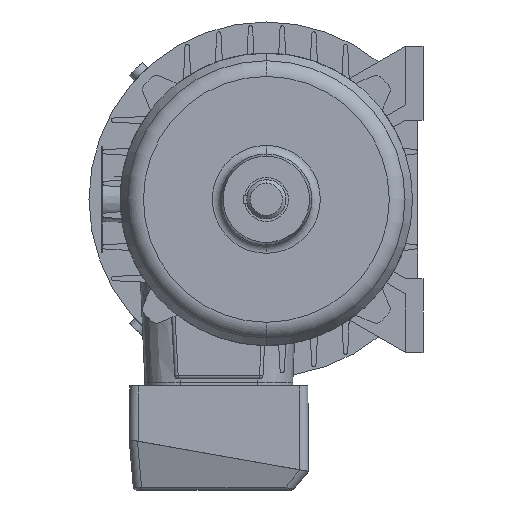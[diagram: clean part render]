
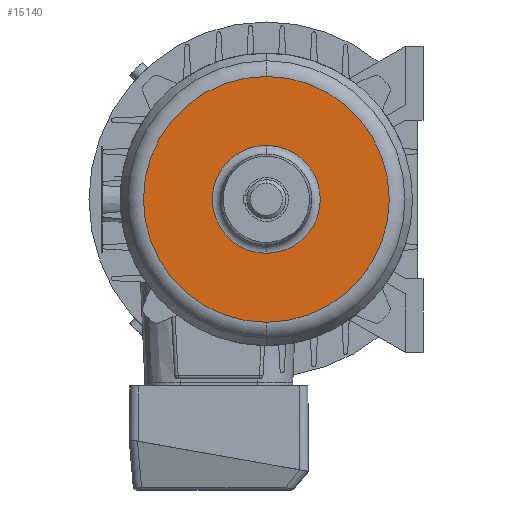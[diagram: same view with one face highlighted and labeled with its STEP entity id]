
A CAD part, left-side view. The second image highlights one B-rep face of the part: STEP entity #15140.
In plain terms, the highlighted planar face has unit normal (-1, 0, 0).
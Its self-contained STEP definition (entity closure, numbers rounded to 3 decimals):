
#17444 = CIRCLE ( 'NONE', #17445, 69.839 ) ;
#17445 = AXIS2_PLACEMENT_3D ( 'NONE', #17446, #17447, #17448 ) ;
#17446 = CARTESIAN_POINT ( 'NONE',  ( -26., 0., 0. ) ) ;
#17447 = DIRECTION ( 'NONE',  ( -1., 0., 0. ) ) ;
#17448 = DIRECTION ( 'NONE',  ( 0., 0., 1. ) ) ;
#2078 = EDGE_CURVE ( 'NONE', #9178, #7868, #17444, .T. ) ;
#2508 = ORIENTED_EDGE ( 'NONE', *, *, #2078, .T. ) ;
#3110 = ORIENTED_EDGE ( 'NONE', *, *, #8132, .T. ) ;
#3277 = CARTESIAN_POINT ( 'NONE',  ( -26., 0., 69.839 ) ) ;
#3416 = CIRCLE ( 'NONE', #3417, 69.839 ) ;
#3417 = AXIS2_PLACEMENT_3D ( 'NONE', #3418, #3419, #3420 ) ;
#3418 = CARTESIAN_POINT ( 'NONE',  ( -26., 0., 0. ) ) ;
#3419 = DIRECTION ( 'NONE',  ( -1., 0., 0. ) ) ;
#3420 = DIRECTION ( 'NONE',  ( 0., 0., 1. ) ) ;
#4377 = CARTESIAN_POINT ( 'NONE',  ( -26., 0., -69.839 ) ) ;
#6943 = CARTESIAN_POINT ( 'NONE',  ( -26., 0., 30.67 ) ) ;
#7106 = CIRCLE ( 'NONE', #7107, 30.67 ) ;
#7107 = AXIS2_PLACEMENT_3D ( 'NONE', #7108, #7109, #7110 ) ;
#7108 = CARTESIAN_POINT ( 'NONE',  ( -26., 0., 0. ) ) ;
#7109 = DIRECTION ( 'NONE',  ( -1., 0., 0. ) ) ;
#7110 = DIRECTION ( 'NONE',  ( 0., 0., 1. ) ) ;
#7791 = CARTESIAN_POINT ( 'NONE',  ( -26., 0., -30.67 ) ) ;
#7868 = VERTEX_POINT ( 'NONE', #3277 ) ;
#8132 = EDGE_CURVE ( 'NONE', #7868, #9178, #3416, .T. ) ;
#9172 = FACE_BOUND ( 'NONE', #15067, .T. ) ;
#9173 = FACE_OUTER_BOUND ( 'NONE', #14642, .T. ) ;
#9174 = PLANE ( 'NONE',  #9175 ) ;
#9175 = AXIS2_PLACEMENT_3D ( 'NONE', #9176, #9177, #9185 ) ;
#9176 = CARTESIAN_POINT ( 'NONE',  ( -26., 69.839, 0. ) ) ;
#9177 = DIRECTION ( 'NONE',  ( 1., 0., 0. ) ) ;
#9178 = VERTEX_POINT ( 'NONE', #4377 ) ;
#9185 = DIRECTION ( 'NONE',  ( 0., 0., -1. ) ) ;
#10050 = CIRCLE ( 'NONE', #10051, 30.67 ) ;
#10051 = AXIS2_PLACEMENT_3D ( 'NONE', #10052, #10053, #10054 ) ;
#10052 = CARTESIAN_POINT ( 'NONE',  ( -26., 0., 0. ) ) ;
#10053 = DIRECTION ( 'NONE',  ( -1., 0., 0. ) ) ;
#10054 = DIRECTION ( 'NONE',  ( 0., 0., 1. ) ) ;
#12980 = VERTEX_POINT ( 'NONE', #6943 ) ;
#13241 = EDGE_CURVE ( 'NONE', #14286, #12980, #7106, .T. ) ;
#14286 = VERTEX_POINT ( 'NONE', #7791 ) ;
#14642 = EDGE_LOOP ( 'NONE', ( #3110, #2508 ) ) ;
#14737 = ORIENTED_EDGE ( 'NONE', *, *, #13241, .F. ) ;
#14901 = ORIENTED_EDGE ( 'NONE', *, *, #15256, .F. ) ;
#15067 = EDGE_LOOP ( 'NONE', ( #14901, #14737 ) ) ;
#15140 = ADVANCED_FACE ( 'NONE', ( #9172, #9173 ), #9174, .F. ) ;
#15256 = EDGE_CURVE ( 'NONE', #12980, #14286, #10050, .T. ) ;
